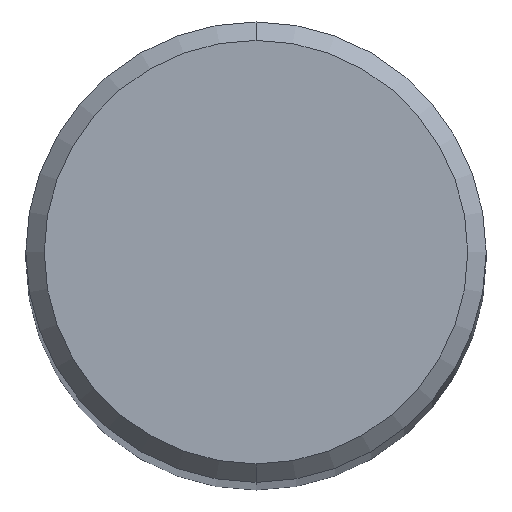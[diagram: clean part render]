
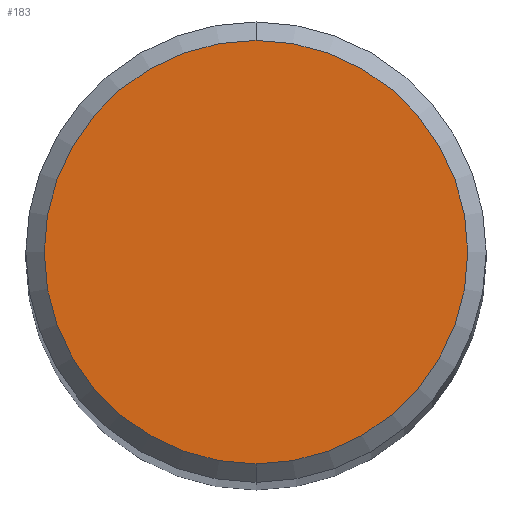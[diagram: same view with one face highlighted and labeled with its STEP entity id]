
A CAD part, top view. The second image highlights one B-rep face of the part: STEP entity #183.
In plain terms, the highlighted planar face has unit normal (0, 0, 1).
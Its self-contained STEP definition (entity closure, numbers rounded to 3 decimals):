
#183=ADVANCED_FACE('',(#444),#445,.T.);
#265=VERTEX_POINT('',#533);
#277=VERTEX_POINT('',#548);
#325=EDGE_CURVE('',#265,#277,#602,.T.);
#327=EDGE_CURVE('',#277,#265,#604,.T.);
#444=FACE_OUTER_BOUND('',#787,.T.);
#445=PLANE('',#788);
#533=CARTESIAN_POINT('',(0.0,11.5,0.0));
#548=CARTESIAN_POINT('',(0.,-11.5,0.0));
#602=CIRCLE('',#1176,11.5);
#604=CIRCLE('',#1179,11.5);
#787=EDGE_LOOP('',(#1437,#1438));
#788=AXIS2_PLACEMENT_3D('',#1439,#1440,#1441);
#1176=AXIS2_PLACEMENT_3D('',#1604,#1605,#1606);
#1179=AXIS2_PLACEMENT_3D('',#1607,#1608,#1609);
#1437=ORIENTED_EDGE('',*,*,#325,.F.);
#1438=ORIENTED_EDGE('',*,*,#327,.F.);
#1439=CARTESIAN_POINT('',(0.0,5.75,0.0));
#1440=DIRECTION('',(-0.0,0.0,1.0));
#1441=DIRECTION('',(0.0,-1.0,0.0));
#1604=CARTESIAN_POINT('',(0.0,0.0,0.0));
#1605=DIRECTION('',(0.0,0.0,-1.0));
#1606=DIRECTION('',(0.0,1.0,0.0));
#1607=CARTESIAN_POINT('',(0.0,0.0,0.0));
#1608=DIRECTION('',(0.0,0.0,-1.0));
#1609=DIRECTION('',(0.0,1.0,0.0));
